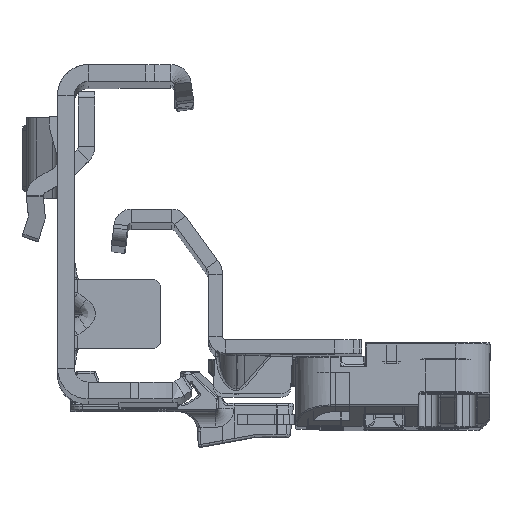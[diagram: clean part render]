
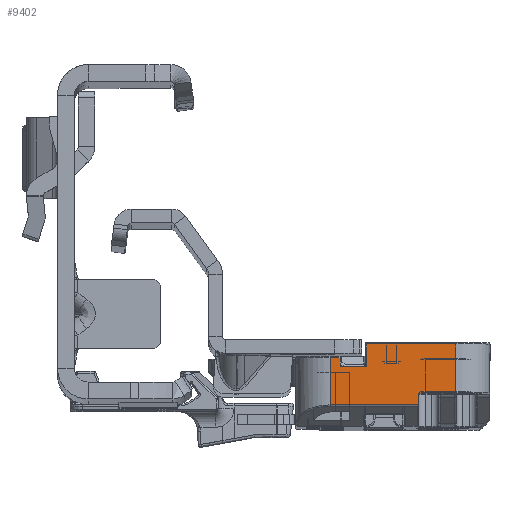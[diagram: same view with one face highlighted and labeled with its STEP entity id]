
A CAD part, top view. The second image highlights one B-rep face of the part: STEP entity #9402.
In plain terms, the highlighted face is planar.
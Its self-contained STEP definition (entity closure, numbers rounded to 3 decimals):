
#244 = VERTEX_POINT ( 'NONE', #83158 ) ;
#659 = DIRECTION ( 'NONE',  ( 0., 1., 0. ) ) ;
#1576 = VECTOR ( 'NONE', #1971, 1000. ) ;
#1920 = DIRECTION ( 'NONE',  ( 1., 0., 0. ) ) ;
#1971 = DIRECTION ( 'NONE',  ( 0., -1., 0. ) ) ;
#2406 = VERTEX_POINT ( 'NONE', #79632 ) ;
#2949 = CARTESIAN_POINT ( 'NONE',  ( -8.273, -6.785, -284.5 ) ) ;
#8434 = EDGE_CURVE ( 'NONE', #115935, #23999, #120551, .T. ) ;
#9402 = ADVANCED_FACE ( 'NONE', ( #38533 ), #37248, .F. ) ;
#9873 = DIRECTION ( 'NONE',  ( 0., -1., 0. ) ) ;
#11640 = CARTESIAN_POINT ( 'NONE',  ( -0.75, -0.9, -284.5 ) ) ;
#11672 = CARTESIAN_POINT ( 'NONE',  ( -8.3, -5., -284.5 ) ) ;
#12007 = CARTESIAN_POINT ( 'NONE',  ( -8.3, -6.669, -284.5 ) ) ;
#12328 = EDGE_CURVE ( 'NONE', #121480, #12604, #121680, .T. ) ;
#12493 = CARTESIAN_POINT ( 'NONE',  ( -13.7, 2.1, -284.5 ) ) ;
#12604 = VERTEX_POINT ( 'NONE', #14637 ) ;
#14424 = LINE ( 'NONE', #56220, #17266 ) ;
#14637 = CARTESIAN_POINT ( 'NONE',  ( 3.15, 0.1, -284.5 ) ) ;
#15821 = LINE ( 'NONE', #84651, #82709 ) ;
#17146 = CARTESIAN_POINT ( 'NONE',  ( 4.6, -242.444, -284.5 ) ) ;
#17266 = VECTOR ( 'NONE', #36290, 1000. ) ;
#17517 = VERTEX_POINT ( 'NONE', #88612 ) ;
#22225 = VERTEX_POINT ( 'NONE', #112209 ) ;
#23999 = VERTEX_POINT ( 'NONE', #102839 ) ;
#25157 = ORIENTED_EDGE ( 'NONE', *, *, #99225, .T. ) ;
#26455 = EDGE_CURVE ( 'NONE', #69275, #115935, #14424, .T. ) ;
#26748 = DIRECTION ( 'NONE',  ( 1., 0., 0. ) ) ;
#27577 = DIRECTION ( 'NONE',  ( 1., 0., 0. ) ) ;
#30642 = VECTOR ( 'NONE', #659, 1000. ) ;
#31302 = ORIENTED_EDGE ( 'NONE', *, *, #54721, .F. ) ;
#33552 = DIRECTION ( 'NONE',  ( 0., 1., 0. ) ) ;
#33867 = EDGE_CURVE ( 'NONE', #112938, #23999, #126993, .T. ) ;
#36290 = DIRECTION ( 'NONE',  ( -1., 0., 0. ) ) ;
#37248 = PLANE ( 'NONE',  #71840 ) ;
#37570 = VECTOR ( 'NONE', #68956, 1000. ) ;
#38249 = DIRECTION ( 'NONE',  ( 1., 0., 0. ) ) ;
#38533 = FACE_OUTER_BOUND ( 'NONE', #65404, .T. ) ;
#38712 = CARTESIAN_POINT ( 'NONE',  ( -13.7, 2., -284.5 ) ) ;
#39591 = ORIENTED_EDGE ( 'NONE', *, *, #91191, .T. ) ;
#40569 = LINE ( 'NONE', #38712, #30642 ) ;
#42908 = CARTESIAN_POINT ( 'NONE',  ( -8.291, -6.749, -284.5 ) ) ;
#46515 = CARTESIAN_POINT ( 'NONE',  ( 4.6, -6.785, -284.5 ) ) ;
#49055 = LINE ( 'NONE', #11640, #1576 ) ;
#51593 = CARTESIAN_POINT ( 'NONE',  ( 3.15, 0.1, -284.5 ) ) ;
#52985 = CARTESIAN_POINT ( 'NONE',  ( 4.6, 0.1, -284.5 ) ) ;
#54721 = EDGE_CURVE ( 'NONE', #2406, #244, #119755, .T. ) ;
#56220 = CARTESIAN_POINT ( 'NONE',  ( -8.3, -6.785, -284.5 ) ) ;
#57559 = ORIENTED_EDGE ( 'NONE', *, *, #97480, .F. ) ;
#58153 = CARTESIAN_POINT ( 'NONE',  ( -8.5, -5.2, -284.5 ) ) ;
#58901 = DIRECTION ( 'NONE',  ( 0., 1., 0. ) ) ;
#59055 = DIRECTION ( 'NONE',  ( 0., 0., 1. ) ) ;
#65363 = VECTOR ( 'NONE', #9873, 1000. ) ;
#65404 = EDGE_LOOP ( 'NONE', ( #25157, #66707, #81473, #57559, #83159, #94361, #99486, #126681, #31302, #100739, #39591, #113871 ) ) ;
#66707 = ORIENTED_EDGE ( 'NONE', *, *, #12328, .T. ) ;
#67431 = CARTESIAN_POINT ( 'NONE',  ( 19.8, 2.6, -284.5 ) ) ;
#67774 = DIRECTION ( 'NONE',  ( 1., 0., 0. ) ) ;
#68956 = DIRECTION ( 'NONE',  ( 1., 0., 0. ) ) ;
#69275 = VERTEX_POINT ( 'NONE', #46515 ) ;
#69645 = DIRECTION ( 'NONE',  ( 0., 0., 1. ) ) ;
#71840 = AXIS2_PLACEMENT_3D ( 'NONE', #67431, #59055, #27577 ) ;
#71892 = VERTEX_POINT ( 'NONE', #52985 ) ;
#73569 = EDGE_CURVE ( 'NONE', #22225, #17517, #49055, .T. ) ;
#76318 = VECTOR ( 'NONE', #33552, 1000. ) ;
#77617 = EDGE_CURVE ( 'NONE', #112938, #244, #112614, .T. ) ;
#78206 = LINE ( 'NONE', #17146, #89844 ) ;
#78704 = CARTESIAN_POINT ( 'NONE',  ( -8.3, 0., -284.5 ) ) ;
#79632 = CARTESIAN_POINT ( 'NONE',  ( -13.7, -5., -284.5 ) ) ;
#81473 = ORIENTED_EDGE ( 'NONE', *, *, #87415, .T. ) ;
#82127 = CARTESIAN_POINT ( 'NONE',  ( -8.3, -6.71, -284.5 ) ) ;
#82709 = VECTOR ( 'NONE', #26748, 1000. ) ;
#83158 = CARTESIAN_POINT ( 'NONE',  ( -8.5, -5., -284.5 ) ) ;
#83159 = ORIENTED_EDGE ( 'NONE', *, *, #26455, .T. ) ;
#84651 = CARTESIAN_POINT ( 'NONE',  ( 4.6, 0.1, -284.5 ) ) ;
#87415 = EDGE_CURVE ( 'NONE', #12604, #71892, #15821, .T. ) ;
#88612 = CARTESIAN_POINT ( 'NONE',  ( -0.75, -1.15, -284.5 ) ) ;
#89844 = VECTOR ( 'NONE', #58901, 1000. ) ;
#91191 = EDGE_CURVE ( 'NONE', #125293, #22225, #96102, .T. ) ;
#92756 = CARTESIAN_POINT ( 'NONE',  ( -8.3, -5.2, -284.5 ) ) ;
#94064 = AXIS2_PLACEMENT_3D ( 'NONE', #58153, #69645, #38249 ) ;
#94361 = ORIENTED_EDGE ( 'NONE', *, *, #8434, .T. ) ;
#96085 = VECTOR ( 'NONE', #1920, 1000. ) ;
#96102 = LINE ( 'NONE', #126997, #125563 ) ;
#97480 = EDGE_CURVE ( 'NONE', #69275, #71892, #78206, .T. ) ;
#99225 = EDGE_CURVE ( 'NONE', #17517, #121480, #119687, .T. ) ;
#99486 = ORIENTED_EDGE ( 'NONE', *, *, #33867, .F. ) ;
#99760 = CARTESIAN_POINT ( 'NONE',  ( 19.8, -1.15, -284.5 ) ) ;
#100739 = ORIENTED_EDGE ( 'NONE', *, *, #120212, .T. ) ;
#102086 = CARTESIAN_POINT ( 'NONE',  ( -8.273, -6.785, -284.5 ) ) ;
#102839 = CARTESIAN_POINT ( 'NONE',  ( -8.3, -6.669, -284.5 ) ) ;
#104478 = CARTESIAN_POINT ( 'NONE',  ( 3.15, -1.15, -284.5 ) ) ;
#112209 = CARTESIAN_POINT ( 'NONE',  ( -0.75, 2.1, -284.5 ) ) ;
#112614 = CIRCLE ( 'NONE', #94064, 0.2 ) ;
#112938 = VERTEX_POINT ( 'NONE', #92756 ) ;
#113871 = ORIENTED_EDGE ( 'NONE', *, *, #73569, .T. ) ;
#115935 = VERTEX_POINT ( 'NONE', #2949 ) ;
#119687 = LINE ( 'NONE', #99760, #96085 ) ;
#119755 = LINE ( 'NONE', #11672, #37570 ) ;
#120212 = EDGE_CURVE ( 'NONE', #2406, #125293, #40569, .T. ) ;
#120551 =( BOUNDED_CURVE ( )  B_SPLINE_CURVE ( 3, ( #102086, #42908, #82127, #12007 ),
 .UNSPECIFIED., .F., .T. ) 
 B_SPLINE_CURVE_WITH_KNOTS ( ( 4, 4 ),
 ( 1.047, 1.571 ),
 .UNSPECIFIED. ) 
 CURVE ( )  GEOMETRIC_REPRESENTATION_ITEM ( )  RATIONAL_B_SPLINE_CURVE ( ( 1., 0.977, 0.977, 1. ) ) 
 REPRESENTATION_ITEM ( '' )  );
#121480 = VERTEX_POINT ( 'NONE', #104478 ) ;
#121680 = LINE ( 'NONE', #51593, #76318 ) ;
#125293 = VERTEX_POINT ( 'NONE', #12493 ) ;
#125563 = VECTOR ( 'NONE', #67774, 1000. ) ;
#126681 = ORIENTED_EDGE ( 'NONE', *, *, #77617, .T. ) ;
#126993 = LINE ( 'NONE', #78704, #65363 ) ;
#126997 = CARTESIAN_POINT ( 'NONE',  ( -0.7, 2.1, -284.5 ) ) ;
